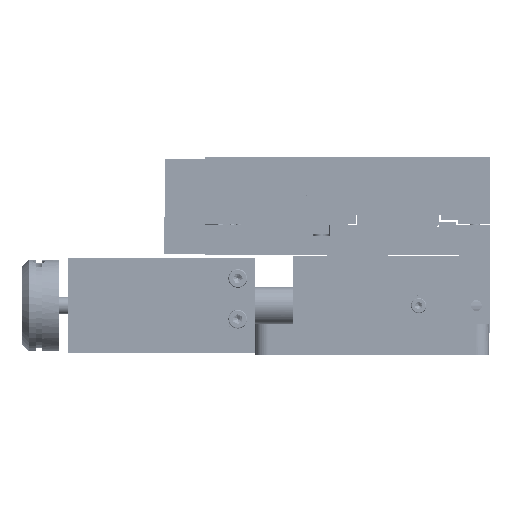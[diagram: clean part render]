
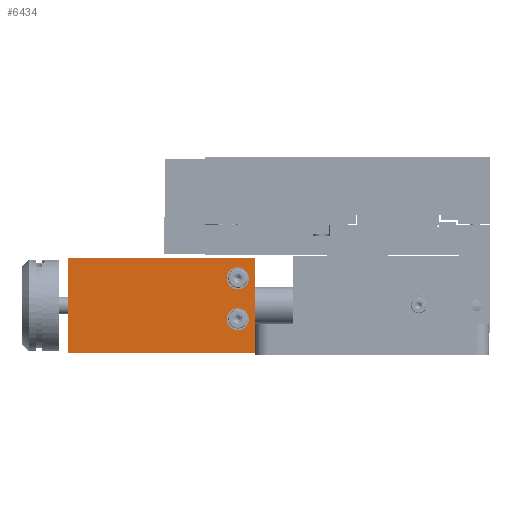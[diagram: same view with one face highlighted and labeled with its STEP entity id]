
A CAD part, front view. The second image highlights one B-rep face of the part: STEP entity #6434.
In plain terms, the highlighted planar face has unit normal (0, -1, 0).
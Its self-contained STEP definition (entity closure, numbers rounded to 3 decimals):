
#4523=FACE_BOUND('',#19297,.T.);
#4524=FACE_BOUND('',#19298,.T.);
#6434=ADVANCED_FACE('',(#12761,#4523,#4524),#105120,.T.);
#12761=FACE_OUTER_BOUND('',#19296,.T.);
#19296=EDGE_LOOP('',(#32828,#32829,#32830,#32831));
#19297=EDGE_LOOP('',(#32832,#32833,#32834,#32835));
#19298=EDGE_LOOP('',(#32836,#32837,#32838,#32839));
#32828=ORIENTED_EDGE('',*,*,#62824,.F.);
#32829=ORIENTED_EDGE('',*,*,#62877,.F.);
#32830=ORIENTED_EDGE('',*,*,#62875,.F.);
#32831=ORIENTED_EDGE('',*,*,#62873,.F.);
#32832=ORIENTED_EDGE('',*,*,#62783,.T.);
#32833=ORIENTED_EDGE('',*,*,#62782,.T.);
#32834=ORIENTED_EDGE('',*,*,#62781,.T.);
#32835=ORIENTED_EDGE('',*,*,#62887,.T.);
#32836=ORIENTED_EDGE('',*,*,#62795,.T.);
#32837=ORIENTED_EDGE('',*,*,#62794,.T.);
#32838=ORIENTED_EDGE('',*,*,#62793,.T.);
#32839=ORIENTED_EDGE('',*,*,#62893,.T.);
#62781=EDGE_CURVE('',#95714,#95776,#89202,.T.);
#62782=EDGE_CURVE('',#95716,#95714,#89203,.T.);
#62783=EDGE_CURVE('',#95715,#95716,#89204,.T.);
#62793=EDGE_CURVE('',#95721,#95780,#89212,.T.);
#62794=EDGE_CURVE('',#95723,#95721,#89213,.T.);
#62795=EDGE_CURVE('',#95722,#95723,#89214,.T.);
#62824=EDGE_CURVE('',#95742,#95743,#78217,.T.);
#62873=EDGE_CURVE('',#95743,#95769,#78250,.T.);
#62875=EDGE_CURVE('',#95769,#95770,#78252,.T.);
#62877=EDGE_CURVE('',#95770,#95742,#78254,.T.);
#62887=EDGE_CURVE('',#95776,#95715,#89240,.T.);
#62893=EDGE_CURVE('',#95780,#95722,#89244,.T.);
#78217=B_SPLINE_CURVE_WITH_KNOTS('',1,(#145635,#145636),.UNSPECIFIED.,.F.,
 .F.,(2,2),(0.,28.),.UNSPECIFIED.);
#78250=B_SPLINE_CURVE_WITH_KNOTS('',1,(#145749,#145750),.UNSPECIFIED.,.F.,
 .F.,(2,2),(0.,55.),.UNSPECIFIED.);
#78252=B_SPLINE_CURVE_WITH_KNOTS('',1,(#145753,#145754),.UNSPECIFIED.,.F.,
 .F.,(2,2),(0.,28.),.UNSPECIFIED.);
#78254=B_SPLINE_CURVE_WITH_KNOTS('',1,(#145757,#145758),.UNSPECIFIED.,.F.,
 .F.,(2,2),(0.,55.),.UNSPECIFIED.);
#89202=(
BOUNDED_CURVE()
B_SPLINE_CURVE(2,(#145525,#145526,#145527),.UNSPECIFIED.,.F.,.F.)
B_SPLINE_CURVE_WITH_KNOTS((3,3),(-10.21,-5.105),
 .UNSPECIFIED.)
CURVE()
GEOMETRIC_REPRESENTATION_ITEM()
RATIONAL_B_SPLINE_CURVE((1.,0.707,1.))
REPRESENTATION_ITEM('')
);
#89203=(
BOUNDED_CURVE()
B_SPLINE_CURVE(2,(#145528,#145529,#145530),.UNSPECIFIED.,.F.,.F.)
B_SPLINE_CURVE_WITH_KNOTS((3,3),(-5.105,0.),.UNSPECIFIED.)
CURVE()
GEOMETRIC_REPRESENTATION_ITEM()
RATIONAL_B_SPLINE_CURVE((1.,0.707,1.))
REPRESENTATION_ITEM('')
);
#89204=(
BOUNDED_CURVE()
B_SPLINE_CURVE(2,(#145531,#145532,#145533),.UNSPECIFIED.,.F.,.F.)
B_SPLINE_CURVE_WITH_KNOTS((3,3),(-10.21,-5.105),
 .UNSPECIFIED.)
CURVE()
GEOMETRIC_REPRESENTATION_ITEM()
RATIONAL_B_SPLINE_CURVE((1.,0.707,1.))
REPRESENTATION_ITEM('')
);
#89212=(
BOUNDED_CURVE()
B_SPLINE_CURVE(2,(#145561,#145562,#145563),.UNSPECIFIED.,.F.,.F.)
B_SPLINE_CURVE_WITH_KNOTS((3,3),(-10.21,-5.105),
 .UNSPECIFIED.)
CURVE()
GEOMETRIC_REPRESENTATION_ITEM()
RATIONAL_B_SPLINE_CURVE((1.,0.707,1.))
REPRESENTATION_ITEM('')
);
#89213=(
BOUNDED_CURVE()
B_SPLINE_CURVE(2,(#145564,#145565,#145566),.UNSPECIFIED.,.F.,.F.)
B_SPLINE_CURVE_WITH_KNOTS((3,3),(-5.105,0.),.UNSPECIFIED.)
CURVE()
GEOMETRIC_REPRESENTATION_ITEM()
RATIONAL_B_SPLINE_CURVE((1.,0.707,1.))
REPRESENTATION_ITEM('')
);
#89214=(
BOUNDED_CURVE()
B_SPLINE_CURVE(2,(#145567,#145568,#145569),.UNSPECIFIED.,.F.,.F.)
B_SPLINE_CURVE_WITH_KNOTS((3,3),(-10.21,-5.105),
 .UNSPECIFIED.)
CURVE()
GEOMETRIC_REPRESENTATION_ITEM()
RATIONAL_B_SPLINE_CURVE((1.,0.707,1.))
REPRESENTATION_ITEM('')
);
#89240=(
BOUNDED_CURVE()
B_SPLINE_CURVE(2,(#145789,#145790,#145791),.UNSPECIFIED.,.F.,.F.)
B_SPLINE_CURVE_WITH_KNOTS((3,3),(-5.105,0.),.UNSPECIFIED.)
CURVE()
GEOMETRIC_REPRESENTATION_ITEM()
RATIONAL_B_SPLINE_CURVE((1.,0.707,1.))
REPRESENTATION_ITEM('')
);
#89244=(
BOUNDED_CURVE()
B_SPLINE_CURVE(2,(#145807,#145808,#145809),.UNSPECIFIED.,.F.,.F.)
B_SPLINE_CURVE_WITH_KNOTS((3,3),(-5.105,0.),.UNSPECIFIED.)
CURVE()
GEOMETRIC_REPRESENTATION_ITEM()
RATIONAL_B_SPLINE_CURVE((1.,0.707,1.))
REPRESENTATION_ITEM('')
);
#95714=VERTEX_POINT('',#145288);
#95715=VERTEX_POINT('',#145289);
#95716=VERTEX_POINT('',#145290);
#95721=VERTEX_POINT('',#145295);
#95722=VERTEX_POINT('',#145296);
#95723=VERTEX_POINT('',#145297);
#95742=VERTEX_POINT('',#145316);
#95743=VERTEX_POINT('',#145317);
#95769=VERTEX_POINT('',#145343);
#95770=VERTEX_POINT('',#145344);
#95776=VERTEX_POINT('',#145350);
#95780=VERTEX_POINT('',#145354);
#105120=PLANE('',#111888);
#111888=AXIS2_PLACEMENT_3D('',#145226,#117589,$);
#117589=DIRECTION('',(0.,-1.,0.));
#145226=CARTESIAN_POINT('',(5.247,-73.5,-2.42));
#145288=CARTESIAN_POINT('',(-5.373,-73.5,13.75));
#145289=CARTESIAN_POINT('',(-5.373,-73.5,7.25));
#145290=CARTESIAN_POINT('',(-8.623,-73.5,10.5));
#145295=CARTESIAN_POINT('',(-5.373,-73.5,25.75));
#145296=CARTESIAN_POINT('',(-5.373,-73.5,19.25));
#145297=CARTESIAN_POINT('',(-8.623,-73.5,22.5));
#145316=CARTESIAN_POINT('',(-0.373,-73.5,28.5));
#145317=CARTESIAN_POINT('',(-0.373,-73.5,0.5));
#145343=CARTESIAN_POINT('',(-55.373,-73.5,0.5));
#145344=CARTESIAN_POINT('',(-55.373,-73.5,28.5));
#145350=CARTESIAN_POINT('',(-2.123,-73.5,10.5));
#145354=CARTESIAN_POINT('',(-2.123,-73.5,22.5));
#145525=CARTESIAN_POINT('',(-5.373,-73.5,13.75));
#145526=CARTESIAN_POINT('',(-2.123,-73.5,13.75));
#145527=CARTESIAN_POINT('',(-2.123,-73.5,10.5));
#145528=CARTESIAN_POINT('',(-8.623,-73.5,10.5));
#145529=CARTESIAN_POINT('',(-8.623,-73.5,13.75));
#145530=CARTESIAN_POINT('',(-5.373,-73.5,13.75));
#145531=CARTESIAN_POINT('',(-5.373,-73.5,7.25));
#145532=CARTESIAN_POINT('',(-8.623,-73.5,7.25));
#145533=CARTESIAN_POINT('',(-8.623,-73.5,10.5));
#145561=CARTESIAN_POINT('',(-5.373,-73.5,25.75));
#145562=CARTESIAN_POINT('',(-2.123,-73.5,25.75));
#145563=CARTESIAN_POINT('',(-2.123,-73.5,22.5));
#145564=CARTESIAN_POINT('',(-8.623,-73.5,22.5));
#145565=CARTESIAN_POINT('',(-8.623,-73.5,25.75));
#145566=CARTESIAN_POINT('',(-5.373,-73.5,25.75));
#145567=CARTESIAN_POINT('',(-5.373,-73.5,19.25));
#145568=CARTESIAN_POINT('',(-8.623,-73.5,19.25));
#145569=CARTESIAN_POINT('',(-8.623,-73.5,22.5));
#145635=CARTESIAN_POINT('',(-0.373,-73.5,28.5));
#145636=CARTESIAN_POINT('',(-0.373,-73.5,0.5));
#145749=CARTESIAN_POINT('',(-0.373,-73.5,0.5));
#145750=CARTESIAN_POINT('',(-55.373,-73.5,0.5));
#145753=CARTESIAN_POINT('',(-55.373,-73.5,0.5));
#145754=CARTESIAN_POINT('',(-55.373,-73.5,28.5));
#145757=CARTESIAN_POINT('',(-55.373,-73.5,28.5));
#145758=CARTESIAN_POINT('',(-0.373,-73.5,28.5));
#145789=CARTESIAN_POINT('',(-2.123,-73.5,10.5));
#145790=CARTESIAN_POINT('',(-2.123,-73.5,7.25));
#145791=CARTESIAN_POINT('',(-5.373,-73.5,7.25));
#145807=CARTESIAN_POINT('',(-2.123,-73.5,22.5));
#145808=CARTESIAN_POINT('',(-2.123,-73.5,19.25));
#145809=CARTESIAN_POINT('',(-5.373,-73.5,19.25));
